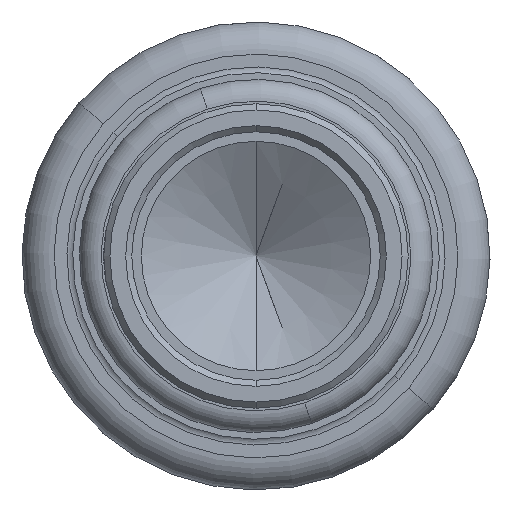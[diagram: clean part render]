
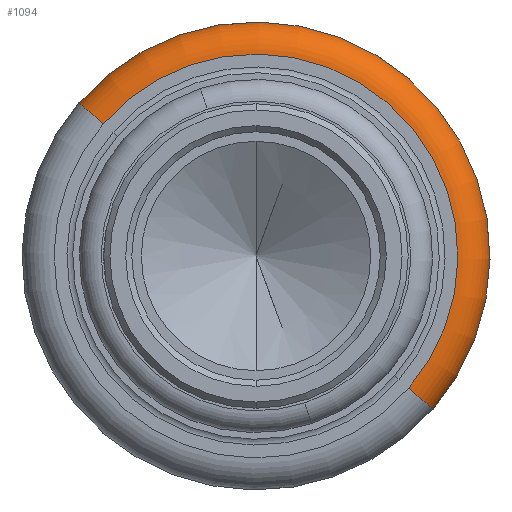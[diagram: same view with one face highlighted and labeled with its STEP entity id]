
A CAD part, left-side view. The second image highlights one B-rep face of the part: STEP entity #1094.
In plain terms, the highlighted toroidal (fillet/blend) face has major radius 16.764 mm and minor radius 2.667 mm.
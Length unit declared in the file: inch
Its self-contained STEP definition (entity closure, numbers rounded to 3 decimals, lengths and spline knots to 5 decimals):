
#719 = CARTESIAN_POINT ( 'NONE',  ( 0., 0., 0.32522 ) ) ;
#835 = EDGE_CURVE ( 'NONE', #3496, #6941, #8838, .T. ) ;
#1094 = ADVANCED_FACE ( 'NONE', ( #8229 ), #9328, .T. ) ;
#1506 = DIRECTION ( 'NONE',  ( 0., -1., 0. ) ) ;
#1721 = CARTESIAN_POINT ( 'NONE',  ( 0., 0., 0.527 ) ) ;
#2011 = CARTESIAN_POINT ( 'NONE',  ( 0., 0.66, 0.527 ) ) ;
#2424 = CARTESIAN_POINT ( 'NONE',  ( 0., 0.70072, 0.32522 ) ) ;
#2472 = ORIENTED_EDGE ( 'NONE', *, *, #4058, .F. ) ;
#3463 = ORIENTED_EDGE ( 'NONE', *, *, #835, .T. ) ;
#3496 = VERTEX_POINT ( 'NONE', #2424 ) ;
#3500 = EDGE_LOOP ( 'NONE', ( #7698, #3463, #5062, #2472 ) ) ;
#3567 = DIRECTION ( 'NONE',  ( -1., 0., 0. ) ) ;
#3719 = EDGE_CURVE ( 'NONE', #5495, #6941, #4418, .T. ) ;
#4058 = EDGE_CURVE ( 'NONE', #7462, #5495, #6514, .T. ) ;
#4091 = DIRECTION ( 'NONE',  ( 0., 0., 1. ) ) ;
#4418 = CIRCLE ( 'NONE', #9632, 0.66 ) ;
#4725 = CARTESIAN_POINT ( 'NONE',  ( 0., -0.66, 0.527 ) ) ;
#5056 = CIRCLE ( 'NONE', #7884, 0.70072 ) ;
#5062 = ORIENTED_EDGE ( 'NONE', *, *, #3719, .F. ) ;
#5178 = DIRECTION ( 'NONE',  ( 1., 0., 0. ) ) ;
#5251 = DIRECTION ( 'NONE',  ( 0., 1., 0. ) ) ;
#5495 = VERTEX_POINT ( 'NONE', #4725 ) ;
#5558 = CARTESIAN_POINT ( 'NONE',  ( 0., -0.66, 0.422 ) ) ;
#5779 = CARTESIAN_POINT ( 'NONE',  ( 0., -0.70072, 0.32522 ) ) ;
#6234 = DIRECTION ( 'NONE',  ( 0., 0., 1. ) ) ;
#6362 = DIRECTION ( 'NONE',  ( 0., 0., 1. ) ) ;
#6514 = CIRCLE ( 'NONE', #7088, 0.105 ) ;
#6870 = AXIS2_PLACEMENT_3D ( 'NONE', #7014, #5178, #5251 ) ;
#6941 = VERTEX_POINT ( 'NONE', #2011 ) ;
#7014 = CARTESIAN_POINT ( 'NONE',  ( 0., 0.66, 0.422 ) ) ;
#7088 = AXIS2_PLACEMENT_3D ( 'NONE', #5558, #3567, #8417 ) ;
#7193 = DIRECTION ( 'NONE',  ( 0., -1., 0. ) ) ;
#7462 = VERTEX_POINT ( 'NONE', #5779 ) ;
#7698 = ORIENTED_EDGE ( 'NONE', *, *, #9859, .T. ) ;
#7884 = AXIS2_PLACEMENT_3D ( 'NONE', #719, #6234, #1506 ) ;
#8229 = FACE_OUTER_BOUND ( 'NONE', #3500, .T. ) ;
#8417 = DIRECTION ( 'NONE',  ( 0., 0., 1. ) ) ;
#8838 = CIRCLE ( 'NONE', #6870, 0.105 ) ;
#9328 = TOROIDAL_SURFACE ( 'NONE', #9882, 0.66, 0.105 ) ;
#9401 = CARTESIAN_POINT ( 'NONE',  ( 0., 0., 0.422 ) ) ;
#9437 = DIRECTION ( 'NONE',  ( 0., -1., 0. ) ) ;
#9632 = AXIS2_PLACEMENT_3D ( 'NONE', #1721, #4091, #9437 ) ;
#9859 = EDGE_CURVE ( 'NONE', #7462, #3496, #5056, .T. ) ;
#9882 = AXIS2_PLACEMENT_3D ( 'NONE', #9401, #6362, #7193 ) ;
